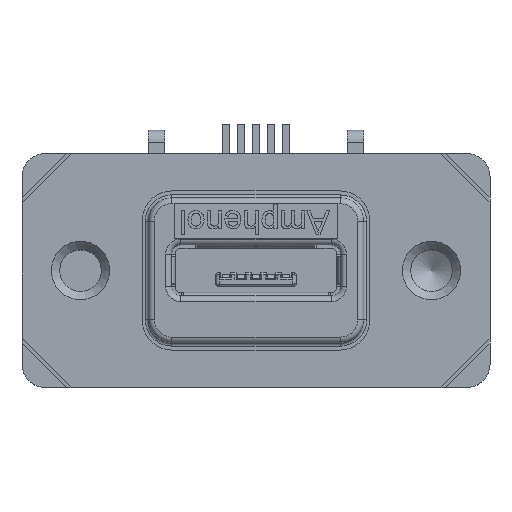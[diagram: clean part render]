
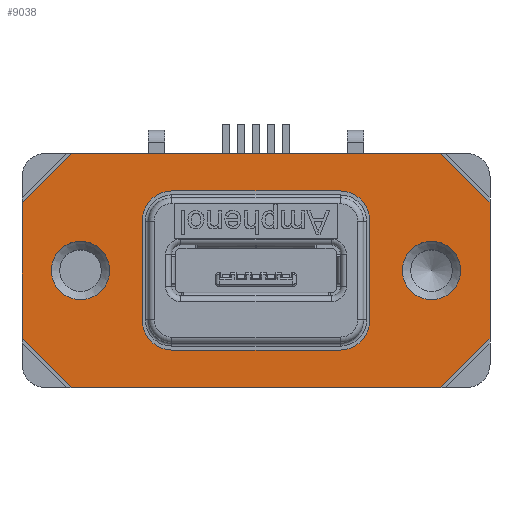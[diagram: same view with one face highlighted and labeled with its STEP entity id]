
A CAD part, top view. The second image highlights one B-rep face of the part: STEP entity #9038.
In plain terms, the highlighted planar face has unit normal (0, 0, 1).
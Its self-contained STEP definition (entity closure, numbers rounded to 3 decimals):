
#236=FACE_BOUND('',#1460,.T.);
#237=FACE_BOUND('',#1461,.T.);
#238=FACE_BOUND('',#1462,.T.);
#402=CIRCLE('',#9637,1.25);
#403=CIRCLE('',#9640,1.25);
#404=CIRCLE('',#9643,1.25);
#405=CIRCLE('',#9646,1.25);
#406=CIRCLE('',#9654,1.25);
#407=CIRCLE('',#9655,1.25);
#408=CIRCLE('',#9656,1.25);
#409=CIRCLE('',#9657,1.25);
#929=FACE_OUTER_BOUND('',#1459,.T.);
#1459=EDGE_LOOP('',(#7374,#7375,#7376,#7377,#7378,#7379,#7380,#7381));
#1460=EDGE_LOOP('',(#7382,#7383));
#1461=EDGE_LOOP('',(#7384,#7385,#7386,#7387,#7388,#7389,#7390,#7391));
#1462=EDGE_LOOP('',(#7392,#7393));
#1674=LINE('',#12294,#2622);
#1686=LINE('',#12321,#2634);
#1702=LINE('',#12357,#2650);
#1716=LINE('',#12386,#2664);
#2226=LINE('',#16875,#3174);
#2230=LINE('',#16884,#3178);
#2233=LINE('',#16892,#3181);
#2236=LINE('',#16900,#3184);
#2261=LINE('',#17584,#3209);
#2262=LINE('',#17585,#3210);
#2263=LINE('',#17586,#3211);
#2264=LINE('',#17587,#3212);
#2622=VECTOR('',#9946,1000.);
#2634=VECTOR('',#9964,1000.);
#2650=VECTOR('',#9988,1000.);
#2664=VECTOR('',#10008,1000.);
#3174=VECTOR('',#11284,1000.);
#3178=VECTOR('',#11294,1000.);
#3181=VECTOR('',#11303,1000.);
#3184=VECTOR('',#11312,1000.);
#3209=VECTOR('',#11355,1000.);
#3210=VECTOR('',#11356,1000.);
#3211=VECTOR('',#11357,1000.);
#3212=VECTOR('',#11358,1000.);
#3570=VERTEX_POINT('',#12291);
#3571=VERTEX_POINT('',#12293);
#3582=VERTEX_POINT('',#12318);
#3583=VERTEX_POINT('',#12320);
#3598=VERTEX_POINT('',#12354);
#3599=VERTEX_POINT('',#12356);
#3610=VERTEX_POINT('',#12383);
#3611=VERTEX_POINT('',#12385);
#4114=VERTEX_POINT('',#16873);
#4115=VERTEX_POINT('',#16874);
#4116=VERTEX_POINT('',#16879);
#4117=VERTEX_POINT('',#16883);
#4118=VERTEX_POINT('',#16887);
#4119=VERTEX_POINT('',#16891);
#4120=VERTEX_POINT('',#16895);
#4121=VERTEX_POINT('',#16899);
#4139=VERTEX_POINT('',#17588);
#4140=VERTEX_POINT('',#17589);
#4141=VERTEX_POINT('',#17592);
#4142=VERTEX_POINT('',#17593);
#4429=EDGE_CURVE('',#3571,#3570,#1674,.T.);
#4441=EDGE_CURVE('',#3583,#3582,#1686,.T.);
#4457=EDGE_CURVE('',#3599,#3598,#1702,.T.);
#4471=EDGE_CURVE('',#3611,#3610,#1716,.T.);
#5230=EDGE_CURVE('',#4114,#4115,#2226,.T.);
#5233=EDGE_CURVE('',#4116,#4114,#402,.T.);
#5235=EDGE_CURVE('',#4117,#4116,#2230,.T.);
#5237=EDGE_CURVE('',#4118,#4117,#403,.T.);
#5239=EDGE_CURVE('',#4119,#4118,#2233,.T.);
#5241=EDGE_CURVE('',#4120,#4119,#404,.T.);
#5243=EDGE_CURVE('',#4121,#4120,#2236,.T.);
#5245=EDGE_CURVE('',#4115,#4121,#405,.T.);
#5282=EDGE_CURVE('',#3598,#3583,#2261,.T.);
#5283=EDGE_CURVE('',#3582,#3571,#2262,.T.);
#5284=EDGE_CURVE('',#3570,#3611,#2263,.T.);
#5285=EDGE_CURVE('',#3610,#3599,#2264,.T.);
#5286=EDGE_CURVE('',#4139,#4140,#406,.T.);
#5287=EDGE_CURVE('',#4140,#4139,#407,.T.);
#5288=EDGE_CURVE('',#4141,#4142,#408,.T.);
#5289=EDGE_CURVE('',#4142,#4141,#409,.T.);
#7374=ORIENTED_EDGE('',*,*,#5282,.T.);
#7375=ORIENTED_EDGE('',*,*,#4441,.T.);
#7376=ORIENTED_EDGE('',*,*,#5283,.T.);
#7377=ORIENTED_EDGE('',*,*,#4429,.T.);
#7378=ORIENTED_EDGE('',*,*,#5284,.T.);
#7379=ORIENTED_EDGE('',*,*,#4471,.T.);
#7380=ORIENTED_EDGE('',*,*,#5285,.T.);
#7381=ORIENTED_EDGE('',*,*,#4457,.T.);
#7382=ORIENTED_EDGE('',*,*,#5286,.T.);
#7383=ORIENTED_EDGE('',*,*,#5287,.T.);
#7384=ORIENTED_EDGE('',*,*,#5241,.F.);
#7385=ORIENTED_EDGE('',*,*,#5243,.F.);
#7386=ORIENTED_EDGE('',*,*,#5245,.F.);
#7387=ORIENTED_EDGE('',*,*,#5230,.F.);
#7388=ORIENTED_EDGE('',*,*,#5233,.F.);
#7389=ORIENTED_EDGE('',*,*,#5235,.F.);
#7390=ORIENTED_EDGE('',*,*,#5237,.F.);
#7391=ORIENTED_EDGE('',*,*,#5239,.F.);
#7392=ORIENTED_EDGE('',*,*,#5288,.T.);
#7393=ORIENTED_EDGE('',*,*,#5289,.T.);
#8565=PLANE('',#9653);
#9038=ADVANCED_FACE('',(#929,#236,#237,#238),#8565,.F.);
#9637=AXIS2_PLACEMENT_3D('',#16880,#11289,#11290);
#9640=AXIS2_PLACEMENT_3D('',#16888,#11298,#11299);
#9643=AXIS2_PLACEMENT_3D('',#16896,#11307,#11308);
#9646=AXIS2_PLACEMENT_3D('',#16903,#11316,#11317);
#9653=AXIS2_PLACEMENT_3D('',#17583,#11353,#11354);
#9654=AXIS2_PLACEMENT_3D('',#17590,#11359,#11360);
#9655=AXIS2_PLACEMENT_3D('',#17591,#11361,#11362);
#9656=AXIS2_PLACEMENT_3D('',#17594,#11363,#11364);
#9657=AXIS2_PLACEMENT_3D('',#17595,#11365,#11366);
#9946=DIRECTION('',(0.,-1.,0.));
#9964=DIRECTION('',(-1.,0.,0.));
#9988=DIRECTION('',(0.,1.,0.));
#10008=DIRECTION('',(1.,0.,0.));
#11284=DIRECTION('',(0.,1.,0.));
#11289=DIRECTION('center_axis',(0.,0.,1.));
#11290=DIRECTION('ref_axis',(-1.,0.,0.));
#11294=DIRECTION('',(1.,0.,0.));
#11298=DIRECTION('center_axis',(0.,0.,1.));
#11299=DIRECTION('ref_axis',(-1.,0.,0.));
#11303=DIRECTION('',(0.,-1.,0.));
#11307=DIRECTION('center_axis',(0.,0.,1.));
#11308=DIRECTION('ref_axis',(-1.,0.,0.));
#11312=DIRECTION('',(-1.,0.,0.));
#11316=DIRECTION('center_axis',(0.,0.,1.));
#11317=DIRECTION('ref_axis',(-1.,0.,0.));
#11353=DIRECTION('center_axis',(0.,0.,-1.));
#11354=DIRECTION('ref_axis',(-1.,0.,0.));
#11355=DIRECTION('',(-0.707,0.707,0.));
#11356=DIRECTION('',(-0.707,-0.707,0.));
#11357=DIRECTION('',(0.707,-0.707,0.));
#11358=DIRECTION('',(0.707,0.707,0.));
#11359=DIRECTION('center_axis',(0.,0.,-1.));
#11360=DIRECTION('ref_axis',(-1.,0.,0.));
#11361=DIRECTION('center_axis',(0.,0.,-1.));
#11362=DIRECTION('ref_axis',(-1.,0.,0.));
#11363=DIRECTION('center_axis',(0.,0.,-1.));
#11364=DIRECTION('ref_axis',(-1.,0.,0.));
#11365=DIRECTION('center_axis',(0.,0.,-1.));
#11366=DIRECTION('ref_axis',(-1.,0.,0.));
#12291=CARTESIAN_POINT('',(-10.,-2.9,0.76));
#12293=CARTESIAN_POINT('',(-10.,2.9,0.76));
#12294=CARTESIAN_POINT('',(-10.,-12.9,0.76));
#12318=CARTESIAN_POINT('',(-7.9,5.,0.76));
#12320=CARTESIAN_POINT('',(7.9,5.,0.76));
#12321=CARTESIAN_POINT('',(0.,5.,0.76));
#12354=CARTESIAN_POINT('',(10.,2.9,0.76));
#12356=CARTESIAN_POINT('',(10.,-2.9,0.76));
#12357=CARTESIAN_POINT('',(10.,-12.9,0.76));
#12383=CARTESIAN_POINT('',(7.9,-5.,0.76));
#12385=CARTESIAN_POINT('',(-7.9,-5.,0.76));
#12386=CARTESIAN_POINT('',(0.,-5.,0.76));
#16873=CARTESIAN_POINT('',(4.85,-2.15,0.76));
#16874=CARTESIAN_POINT('',(4.85,2.15,0.76));
#16875=CARTESIAN_POINT('',(4.85,-2.15,0.76));
#16879=CARTESIAN_POINT('',(3.6,-3.4,0.76));
#16880=CARTESIAN_POINT('Origin',(3.6,-2.15,0.76));
#16883=CARTESIAN_POINT('',(-3.6,-3.4,0.76));
#16884=CARTESIAN_POINT('',(-3.6,-3.4,0.76));
#16887=CARTESIAN_POINT('',(-4.85,-2.15,0.76));
#16888=CARTESIAN_POINT('Origin',(-3.6,-2.15,0.76));
#16891=CARTESIAN_POINT('',(-4.85,2.15,0.76));
#16892=CARTESIAN_POINT('',(-4.85,2.15,0.76));
#16895=CARTESIAN_POINT('',(-3.6,3.4,0.76));
#16896=CARTESIAN_POINT('Origin',(-3.6,2.15,0.76));
#16899=CARTESIAN_POINT('',(3.6,3.4,0.76));
#16900=CARTESIAN_POINT('',(3.6,3.4,0.76));
#16903=CARTESIAN_POINT('Origin',(3.6,2.15,0.76));
#17583=CARTESIAN_POINT('Origin',(0.,-12.9,0.76));
#17584=CARTESIAN_POINT('',(10.,2.9,0.76));
#17585=CARTESIAN_POINT('',(-7.9,5.,0.76));
#17586=CARTESIAN_POINT('',(-10.,-2.9,0.76));
#17587=CARTESIAN_POINT('',(7.9,-5.,0.76));
#17588=CARTESIAN_POINT('',(-8.75,0.,0.76));
#17589=CARTESIAN_POINT('',(-6.25,0.,0.76));
#17590=CARTESIAN_POINT('Origin',(-7.5,0.,0.76));
#17591=CARTESIAN_POINT('Origin',(-7.5,0.,0.76));
#17592=CARTESIAN_POINT('',(6.25,0.,0.76));
#17593=CARTESIAN_POINT('',(8.75,0.,0.76));
#17594=CARTESIAN_POINT('Origin',(7.5,0.,0.76));
#17595=CARTESIAN_POINT('Origin',(7.5,0.,0.76));
